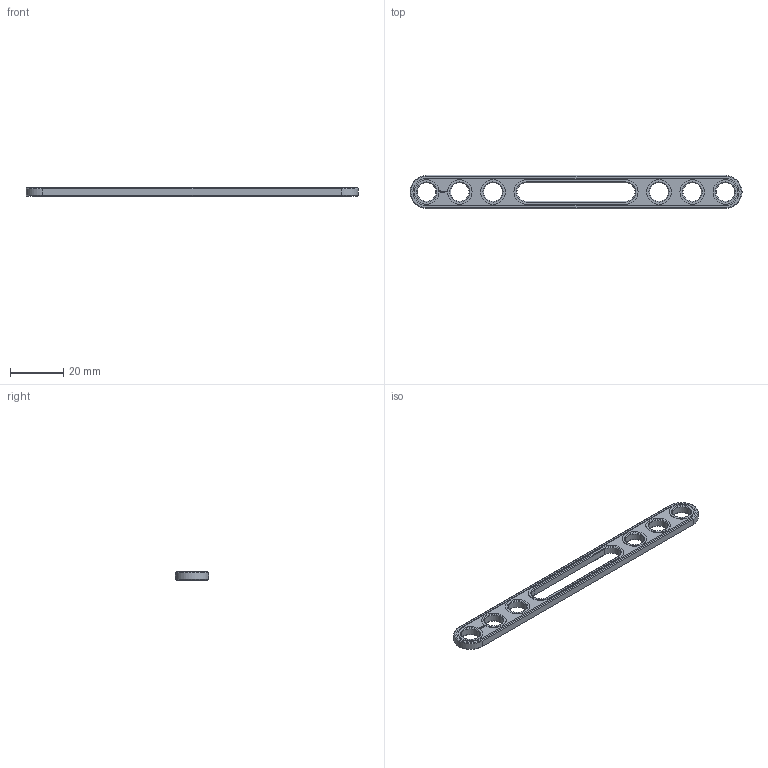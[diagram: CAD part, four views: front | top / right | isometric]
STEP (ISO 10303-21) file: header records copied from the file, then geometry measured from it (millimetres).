
FILE_DESCRIPTION(('FreeCAD Model'),'2;1');
FILE_NAME('Open CASCADE Shape Model','2021-03-08T22:59:56',( 'Paulo Kiefe'),('STEMFIE.org'),'Open CASCADE STEP processor 7.4', 'FreeCAD','Unknown');
FILE_SCHEMA(('AUTOMOTIVE_DESIGN { 1 0 10303 214 1 1 1 1 }'));
Length unit declared in the file: millimetre
Products named in the file (1): Brace_STR_SLT_CNT_ERR__BU10x01x00.25x04_-_SPN-BRC-0381_(stemfie.org)
Bounding box: 125 x 12.5 x 3.12 mm (x, y, z)
Volume: 2984.8 mm3; surface area: 3471.4 mm2
Topology: 1 solids, 1 shells, 595 faces, 1636 edges, 1085 vertices
Faces by surface type: plane 341, extrusion 214, cone 20, cylinder 20
Full cylindrical faces by diameter (mm): 7 x6, 9.2 x6
Entity records: 41696 total; most frequent: CARTESIAN_POINT 10608, DIRECTION 4871, VECTOR 3928, LINE 3714, ORIENTED_EDGE 3272, PCURVE 3272, DEFINITIONAL_REPRESENTATION 3272, EDGE_CURVE 1636
